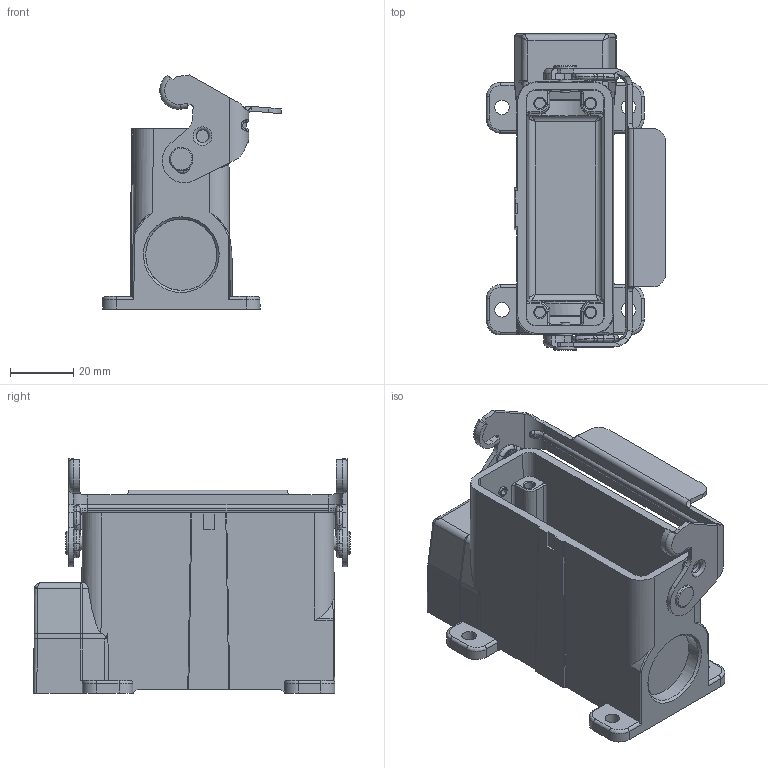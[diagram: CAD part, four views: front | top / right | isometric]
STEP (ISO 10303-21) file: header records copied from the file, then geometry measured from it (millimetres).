
FILE_DESCRIPTION (( 'STEP AP203' ), '1' );
FILE_NAME ('FH16AB01-SM200GY0 H16A-SF-1L-XXX.step', '2026-02-09T01:48:31', ( '' ), ( '' ), 'SwSTEP 2.0', 'SolidWorks 2021', '' );
FILE_SCHEMA (( 'CONFIG_CONTROL_DESIGN' ));
Length unit declared in the file: millimetre
Products named in the file (1): FH16AB01-SM200GY0 H16A-SF-1L-XXX
Bounding box: 56.58 x 100.09 x 74.06 mm (x, y, z)
Volume: 63518.7 mm3; surface area: 38732.2 mm2
Topology: 1 solids, 1 shells, 632 faces, 1652 edges, 1016 vertices
Faces by surface type: cylinder 247, plane 182, torus 112, bspline 69, cone 22
Full cylindrical faces by diameter (mm): 2.2 x2, 3 x2, 3.3 x4, 4 x2, 4.4 x2, 4.6 x4, 5 x2, 7 x2, 7.4 x2, 22.5 x1, 24 x1, 26 x7
Entity records: 23859 total; most frequent: CARTESIAN_POINT 9982, ORIENTED_EDGE 3128, DIRECTION 2549, EDGE_CURVE 1564, VERTEX_POINT 980, AXIS2_PLACEMENT_3D 963, EDGE_LOOP 702, FACE_OUTER_BOUND 657
